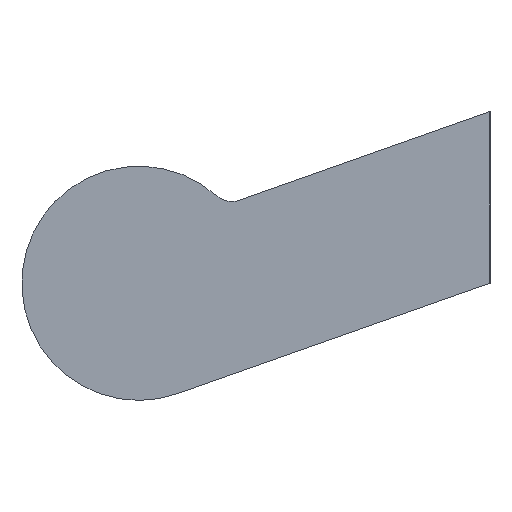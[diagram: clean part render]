
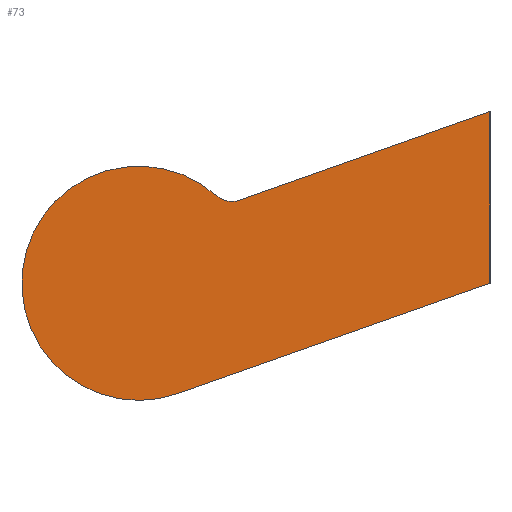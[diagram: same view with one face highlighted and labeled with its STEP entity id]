
A CAD part, left-side view. The second image highlights one B-rep face of the part: STEP entity #73.
In plain terms, the highlighted planar face has unit normal (-1, 0, 0).
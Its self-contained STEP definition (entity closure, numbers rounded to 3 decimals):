
#73 = ADVANCED_FACE( '', ( #151 ), #152, .F. );
#151 = FACE_OUTER_BOUND( '', #224, .T. );
#152 = PLANE( '', #225 );
#224 = EDGE_LOOP( '', ( #355, #356, #357, #358, #359 ) );
#225 = AXIS2_PLACEMENT_3D( '', #360, #361, #362 );
#355 = ORIENTED_EDGE( '', *, *, #402, .F. );
#356 = ORIENTED_EDGE( '', *, *, #423, .T. );
#357 = ORIENTED_EDGE( '', *, *, #410, .F. );
#358 = ORIENTED_EDGE( '', *, *, #434, .F. );
#359 = ORIENTED_EDGE( '', *, *, #426, .F. );
#360 = CARTESIAN_POINT( '', ( -107.5, 45., 0. ) );
#361 = DIRECTION( '', ( 1., 0., 0. ) );
#362 = DIRECTION( '', ( 0., 0., -1. ) );
#402 = EDGE_CURVE( '', #467, #469, #470, .T. );
#410 = EDGE_CURVE( '', #481, #483, #484, .T. );
#423 = EDGE_CURVE( '', #467, #483, #501, .T. );
#426 = EDGE_CURVE( '', #469, #505, #506, .T. );
#434 = EDGE_CURVE( '', #505, #481, #515, .T. );
#467 = VERTEX_POINT( '', #552 );
#469 = VERTEX_POINT( '', #555 );
#470 = LINE( '', #556, #557 );
#481 = VERTEX_POINT( '', #571 );
#483 = VERTEX_POINT( '', #574 );
#484 = CIRCLE( '', #575, 15. );
#501 = CIRCLE( '', #597, 3. );
#505 = VERTEX_POINT( '', #602 );
#506 = LINE( '', #603, #604 );
#515 = LINE( '', #616, #617 );
#552 = CARTESIAN_POINT( '', ( -107.5, 32.079, 10.658 ) );
#555 = CARTESIAN_POINT( '', ( -107.5, 0., 22. ) );
#556 = CARTESIAN_POINT( '', ( -107.5, 32.079, 10.658 ) );
#557 = VECTOR( '', #648, 1000. );
#571 = CARTESIAN_POINT( '', ( -107.5, 40., -14.142 ) );
#574 = CARTESIAN_POINT( '', ( -107.5, 35.066, 11.239 ) );
#575 = AXIS2_PLACEMENT_3D( '', #659, #660, #661 );
#597 = AXIS2_PLACEMENT_3D( '', #676, #677, #678 );
#602 = CARTESIAN_POINT( '', ( -107.5, 0., 0. ) );
#603 = CARTESIAN_POINT( '', ( -107.5, 0., 22. ) );
#604 = VECTOR( '', #680, 1000. );
#616 = CARTESIAN_POINT( '', ( -107.5, 0., 0. ) );
#617 = VECTOR( '', #687, 1000. );
#648 = DIRECTION( '', ( 0., -0.943, 0.333 ) );
#659 = CARTESIAN_POINT( '', ( -107.5, 45., 0. ) );
#660 = DIRECTION( '', ( 1., 0., 0. ) );
#661 = DIRECTION( '', ( 0., 0., -1. ) );
#676 = CARTESIAN_POINT( '', ( -107.5, 33.079, 13.487 ) );
#677 = DIRECTION( '', ( 1., 0., 0. ) );
#678 = DIRECTION( '', ( 0., 0., -1. ) );
#680 = DIRECTION( '', ( 0., 0., -1. ) );
#687 = DIRECTION( '', ( 0., 0.943, -0.333 ) );
